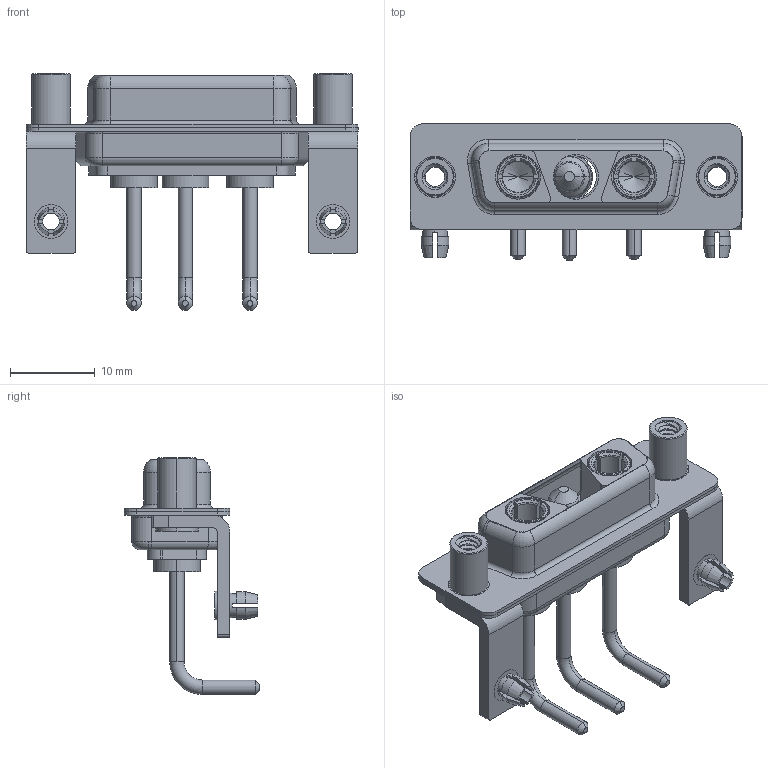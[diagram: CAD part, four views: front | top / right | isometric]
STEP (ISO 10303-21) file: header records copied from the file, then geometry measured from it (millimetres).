
FILE_DESCRIPTION (( 'STEP AP203' ), '1' );
FILE_NAME ('630-3WK3250-1N5.STEP', '2022-05-30T18:05:48', ( '' ), ( '' ), 'SwSTEP 2.0', 'SolidWorks 2020', '' );
FILE_SCHEMA (( 'CONFIG_CONTROL_DESIGN' ));
Length unit declared in the file: millimetre
Products named in the file (9): Power Pin_Ext 10A RA; 630Combo Stabilizer Bracket; 630Combo Housing_3WK3; 630-3WK3250-1N5; 630Combo Board Lock; 630Combo Shell Front_15 Contacts; Power Socket_Ext 10A RA; 630Combo Threaded Standoff_5; 630Combo Shell Rear_15 Contacts
Assembly tree (12 placements, depth 2):
  630-3WK3250-1N5
    630Combo Housing_3WK3
    630Combo Shell Front_15 Contacts
    630Combo Shell Rear_15 Contacts
    630Combo Stabilizer Bracket  x2
    630Combo Board Lock  x2
    630Combo Threaded Standoff_5  x2
    Power Socket_Ext 10A RA  x2
    Power Pin_Ext 10A RA
Bounding box: 39.2 x 16.05 x 27.98 mm (x, y, z)
Volume: 2802.3 mm3; surface area: 6778.1 mm2
Topology: 15 solids, 15 shells, 668 faces, 1700 edges, 1085 vertices
Faces by surface type: cylinder 305, plane 210, torus 73, cone 71, bspline 9
Entity records: 17251 total; most frequent: CARTESIAN_POINT 4787, DIRECTION 2508, ORIENTED_EDGE 2354, EDGE_CURVE 1177, AXIS2_PLACEMENT_3D 1006, VERTEX_POINT 749, CIRCLE 524, EDGE_LOOP 522
